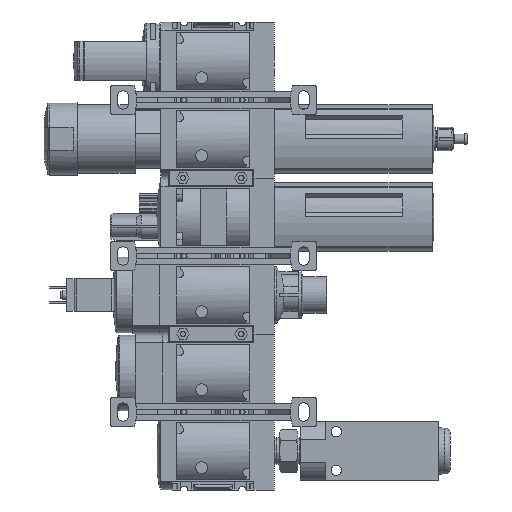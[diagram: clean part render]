
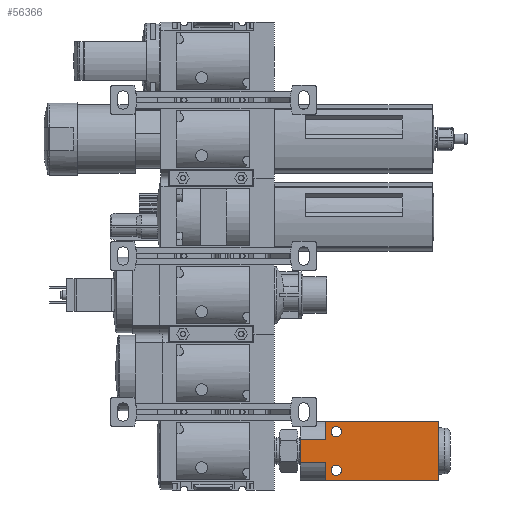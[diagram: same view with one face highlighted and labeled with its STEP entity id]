
A CAD part, left-side view. The second image highlights one B-rep face of the part: STEP entity #56366.
In plain terms, the highlighted planar face has unit normal (-1, 0, 0).
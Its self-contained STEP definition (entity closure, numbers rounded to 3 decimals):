
#1971=PLANE('',#59970);
#6226=LINE('',#84457,#10802);
#6452=LINE('',#84991,#11028);
#6454=LINE('',#84999,#11030);
#6455=LINE('',#85001,#11031);
#6456=LINE('',#85003,#11032);
#6457=LINE('',#85004,#11033);
#6458=LINE('',#85006,#11034);
#6459=LINE('',#85008,#11035);
#10802=VECTOR('',#70974,1000.);
#11028=VECTOR('',#71364,1000.);
#11030=VECTOR('',#71372,1000.);
#11031=VECTOR('',#71373,1000.);
#11032=VECTOR('',#71374,1000.);
#11033=VECTOR('',#71375,1000.);
#11034=VECTOR('',#71376,1000.);
#11035=VECTOR('',#71377,1000.);
#22967=ORIENTED_EDGE('',*,*,#29631,.T.);
#22968=ORIENTED_EDGE('',*,*,#29632,.T.);
#22969=ORIENTED_EDGE('',*,*,#29633,.T.);
#22970=ORIENTED_EDGE('',*,*,#29634,.T.);
#22971=ORIENTED_EDGE('',*,*,#29635,.F.);
#22972=ORIENTED_EDGE('',*,*,#29372,.F.);
#22973=ORIENTED_EDGE('',*,*,#29636,.T.);
#22974=ORIENTED_EDGE('',*,*,#29637,.T.);
#22975=ORIENTED_EDGE('',*,*,#29638,.F.);
#22976=ORIENTED_EDGE('',*,*,#29629,.T.);
#29372=EDGE_CURVE('',#33677,#33671,#6226,.T.);
#29629=EDGE_CURVE('',#33888,#33887,#6452,.T.);
#29631=EDGE_CURVE('',#33889,#33889,#35139,.T.);
#29632=EDGE_CURVE('',#33890,#33890,#35140,.T.);
#29633=EDGE_CURVE('',#33887,#33891,#6454,.T.);
#29634=EDGE_CURVE('',#33891,#33892,#6455,.T.);
#29635=EDGE_CURVE('',#33671,#33892,#6456,.T.);
#29636=EDGE_CURVE('',#33677,#33893,#6457,.T.);
#29637=EDGE_CURVE('',#33893,#33894,#6458,.T.);
#29638=EDGE_CURVE('',#33888,#33894,#6459,.T.);
#33671=VERTEX_POINT('',#84444);
#33677=VERTEX_POINT('',#84456);
#33887=VERTEX_POINT('',#84990);
#33888=VERTEX_POINT('',#84992);
#33889=VERTEX_POINT('',#84996);
#33890=VERTEX_POINT('',#84998);
#33891=VERTEX_POINT('',#85000);
#33892=VERTEX_POINT('',#85002);
#33893=VERTEX_POINT('',#85005);
#33894=VERTEX_POINT('',#85007);
#35139=CIRCLE('',#59971,2.65);
#35140=CIRCLE('',#59972,2.65);
#37647=EDGE_LOOP('',(#22967));
#37648=EDGE_LOOP('',(#22968));
#37649=EDGE_LOOP('',(#22969,#22970,#22971,#22972,#22973,#22974,#22975,#22976));
#40280=FACE_BOUND('',#37647,.T.);
#40281=FACE_BOUND('',#37648,.T.);
#40282=FACE_BOUND('',#37649,.T.);
#56366=ADVANCED_FACE('',(#40280,#40281,#40282),#1971,.F.);
#59970=AXIS2_PLACEMENT_3D('',#84994,#71366,#71367);
#59971=AXIS2_PLACEMENT_3D('',#84995,#71368,#71369);
#59972=AXIS2_PLACEMENT_3D('',#84997,#71370,#71371);
#70974=DIRECTION('',(0.,0.,-1.));
#71364=DIRECTION('',(0.,0.,-1.));
#71366=DIRECTION('',(1.,0.,0.));
#71367=DIRECTION('',(0.,0.,-1.));
#71368=DIRECTION('',(1.,0.,0.));
#71369=DIRECTION('',(0.,0.,-1.));
#71370=DIRECTION('',(1.,0.,0.));
#71371=DIRECTION('',(0.,0.,-1.));
#71372=DIRECTION('',(0.,-1.,0.));
#71373=DIRECTION('',(0.,0.,1.));
#71374=DIRECTION('',(0.,1.,0.));
#71375=DIRECTION('',(0.,1.,0.));
#71376=DIRECTION('',(0.,0.,1.));
#71377=DIRECTION('',(0.,-1.,0.));
#84444=CARTESIAN_POINT('',(0.,0.,-6.));
#84456=CARTESIAN_POINT('',(0.,0.,6.));
#84457=CARTESIAN_POINT('',(0.,0.,15.));
#84990=CARTESIAN_POINT('',(0.,71.2,-15.));
#84991=CARTESIAN_POINT('',(0.,71.2,15.));
#84992=CARTESIAN_POINT('',(0.,71.2,15.));
#84994=CARTESIAN_POINT('',(0.,71.2,15.));
#84995=CARTESIAN_POINT('',(0.,18.5,-10.));
#84996=CARTESIAN_POINT('',(0.,18.5,-12.65));
#84997=CARTESIAN_POINT('',(0.,18.5,10.));
#84998=CARTESIAN_POINT('',(0.,18.5,7.35));
#84999=CARTESIAN_POINT('',(0.,71.2,-15.));
#85000=CARTESIAN_POINT('',(0.,13.1,-15.));
#85001=CARTESIAN_POINT('',(0.,13.1,15.));
#85002=CARTESIAN_POINT('',(0.,13.1,-6.));
#85003=CARTESIAN_POINT('',(0.,-1.9,-6.));
#85004=CARTESIAN_POINT('',(0.,-1.9,6.));
#85005=CARTESIAN_POINT('',(0.,13.1,6.));
#85006=CARTESIAN_POINT('',(0.,13.1,15.));
#85007=CARTESIAN_POINT('',(0.,13.1,15.));
#85008=CARTESIAN_POINT('',(0.,71.2,15.));
